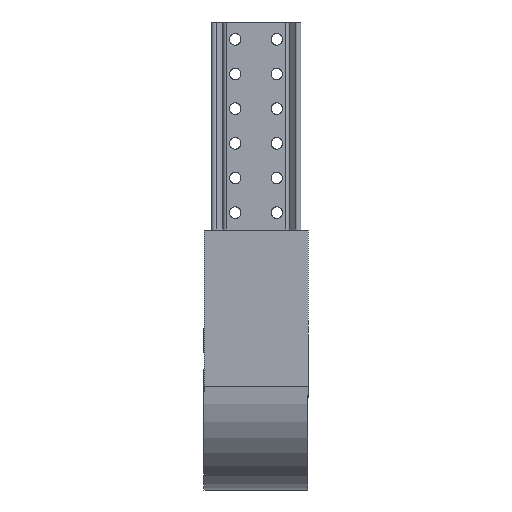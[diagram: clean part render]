
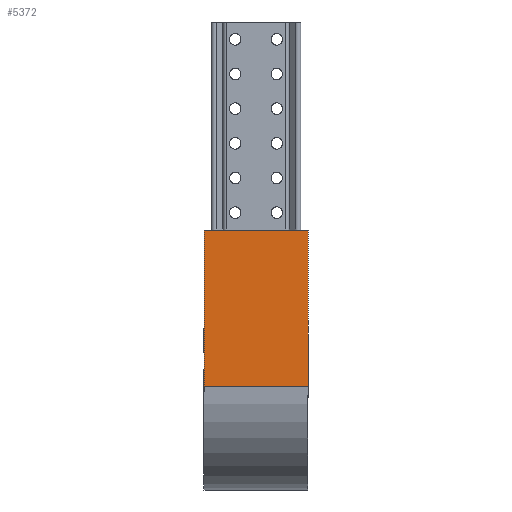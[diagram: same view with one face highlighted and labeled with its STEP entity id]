
A CAD part, left-side view. The second image highlights one B-rep face of the part: STEP entity #5372.
In plain terms, the highlighted planar face has unit normal (-1, 0, 0).
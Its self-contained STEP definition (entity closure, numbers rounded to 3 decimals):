
#406=PLANE('',#5889);
#848=FACE_OUTER_BOUND('',#1217,.T.);
#1217=EDGE_LOOP('',(#4970,#4971,#4972,#4973));
#1661=LINE('',#10429,#2097);
#1666=LINE('',#10442,#2102);
#1667=LINE('',#10445,#2103);
#1668=LINE('',#10446,#2104);
#2097=VECTOR('',#7308,10.);
#2102=VECTOR('',#7323,10.);
#2103=VECTOR('',#7326,10.);
#2104=VECTOR('',#7327,10.);
#2741=VERTEX_POINT('',#10426);
#2742=VERTEX_POINT('',#10428);
#2745=VERTEX_POINT('',#10440);
#2746=VERTEX_POINT('',#10444);
#3506=EDGE_CURVE('',#2741,#2742,#1661,.T.);
#3513=EDGE_CURVE('',#2745,#2741,#1666,.T.);
#3514=EDGE_CURVE('',#2746,#2745,#1667,.T.);
#3515=EDGE_CURVE('',#2742,#2746,#1668,.T.);
#4970=ORIENTED_EDGE('',*,*,#3513,.F.);
#4971=ORIENTED_EDGE('',*,*,#3514,.F.);
#4972=ORIENTED_EDGE('',*,*,#3515,.F.);
#4973=ORIENTED_EDGE('',*,*,#3506,.F.);
#5372=ADVANCED_FACE('',(#848),#406,.T.);
#5889=AXIS2_PLACEMENT_3D('',#10443,#7324,#7325);
#7308=DIRECTION('',(0.,1.,0.));
#7323=DIRECTION('',(0.,0.,-1.));
#7324=DIRECTION('center_axis',(-1.,0.,0.));
#7325=DIRECTION('ref_axis',(0.,-1.,0.));
#7326=DIRECTION('',(0.,-1.,0.));
#7327=DIRECTION('',(0.,0.,1.));
#10426=CARTESIAN_POINT('',(-30.,-110.,-127.5));
#10428=CARTESIAN_POINT('',(-30.,-80.,-127.5));
#10429=CARTESIAN_POINT('',(-30.,-110.,-127.5));
#10440=CARTESIAN_POINT('',(-30.,-110.,-82.5));
#10442=CARTESIAN_POINT('',(-30.,-110.,-97.5));
#10443=CARTESIAN_POINT('Origin',(-30.,-80.,-97.5));
#10444=CARTESIAN_POINT('',(-30.,-80.,-82.5));
#10445=CARTESIAN_POINT('',(-30.,-110.,-82.5));
#10446=CARTESIAN_POINT('',(-30.,-80.,-97.5));
